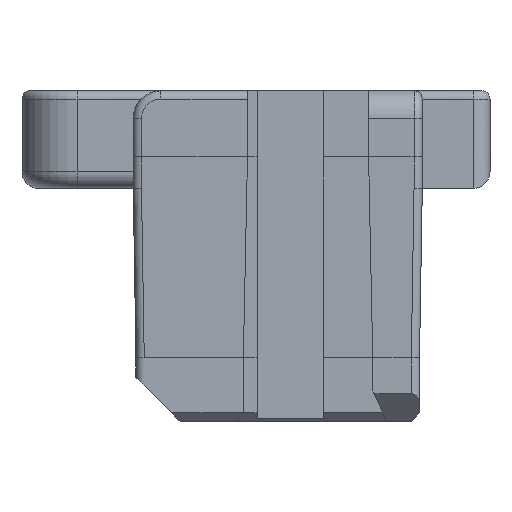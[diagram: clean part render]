
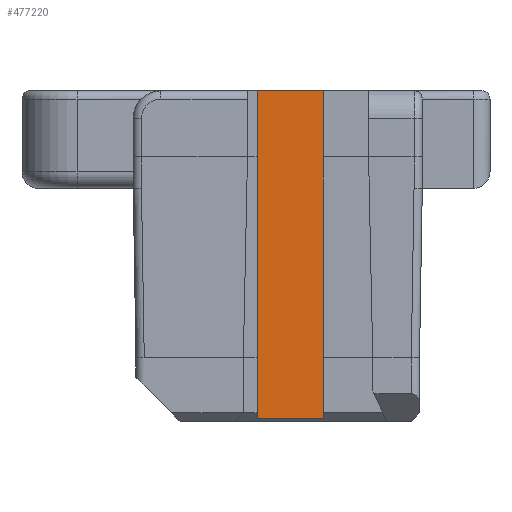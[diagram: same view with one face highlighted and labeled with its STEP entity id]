
A CAD part, front view. The second image highlights one B-rep face of the part: STEP entity #477220.
In plain terms, the highlighted planar face has unit normal (0, -1, 0).
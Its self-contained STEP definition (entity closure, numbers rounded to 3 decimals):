
#81330=CARTESIAN_POINT('',(-33.904,-16.315,
131.065));
#81340=VERTEX_POINT('',#81330);
#81370=CARTESIAN_POINT('',(-33.904,-16.315,
0.));
#81380=DIRECTION('',(-0.,0.,1.));
#81390=VECTOR('',#81380,1.);
#81400=LINE('',#81370,#81390);
#81410=CARTESIAN_POINT('',(-33.904,-16.315,
125.115));
#81420=VERTEX_POINT('',#81410);
#81430=EDGE_CURVE('',#81420,#81340,#81400,.T.);
#476920=CARTESIAN_POINT('',(-33.934,-16.315,
131.214));
#476930=DIRECTION('',(0.,-1.,0.));
#476940=DIRECTION('',(-1.,-0.,0.));
#476950=AXIS2_PLACEMENT_3D('',#476920,#476930,#476940);
#476960=PLANE('',#476950);
#476970=CARTESIAN_POINT('',(-32.704,-16.315,
0.));
#476980=DIRECTION('',(0.,-0.,1.));
#476990=VECTOR('',#476980,1.);
#477000=LINE('',#476970,#476990);
#477010=CARTESIAN_POINT('',(-32.704,-16.315,
125.115));
#477020=VERTEX_POINT('',#477010);
#477030=CARTESIAN_POINT('',(-32.704,-16.315,
131.065));
#477040=VERTEX_POINT('',#477030);
#477050=EDGE_CURVE('',#477020,#477040,#477000,.T.);
#477060=ORIENTED_EDGE('',*,*,#477050,.T.);
#477070=CARTESIAN_POINT('',(0.,-16.315,125.115))
;
#477080=DIRECTION('',(1.,0.,0.));
#477090=VECTOR('',#477080,1.);
#477100=LINE('',#477070,#477090);
#477110=EDGE_CURVE('',#81420,#477020,#477100,.T.);
#477120=ORIENTED_EDGE('',*,*,#477110,.T.);
#477130=ORIENTED_EDGE('',*,*,#81430,.F.);
#477140=CARTESIAN_POINT('',(0.,-16.315,131.065))
;
#477150=DIRECTION('',(1.,-0.,-0.));
#477160=VECTOR('',#477150,1.);
#477170=LINE('',#477140,#477160);
#477180=EDGE_CURVE('',#81340,#477040,#477170,.T.);
#477190=ORIENTED_EDGE('',*,*,#477180,.F.);
#477200=EDGE_LOOP('',(#477190,#477130,#477120,#477060));
#477210=FACE_OUTER_BOUND('',#477200,.T.);
#477220=ADVANCED_FACE('',(#477210),#476960,.T.);
